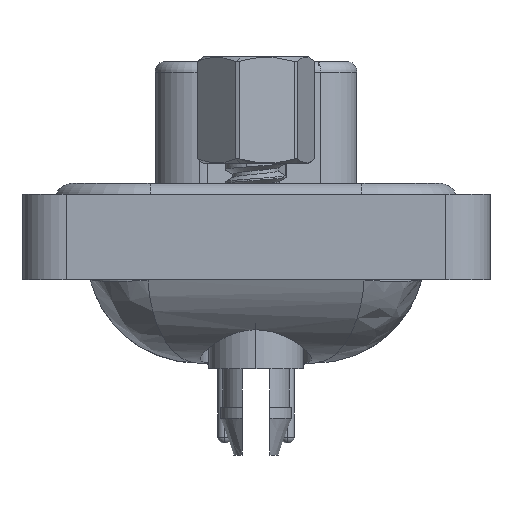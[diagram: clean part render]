
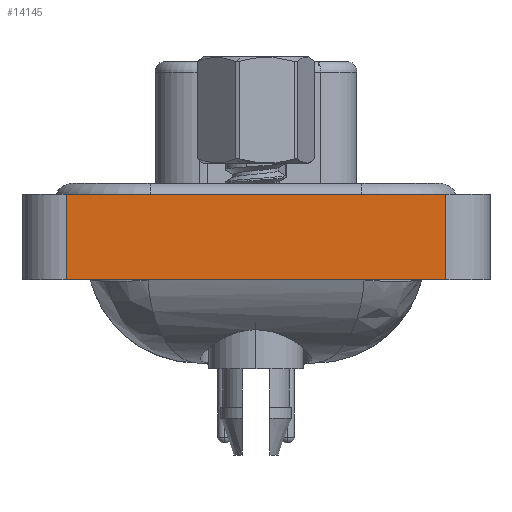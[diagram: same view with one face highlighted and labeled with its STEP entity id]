
A CAD part, left-side view. The second image highlights one B-rep face of the part: STEP entity #14145.
In plain terms, the highlighted planar face has unit normal (-1, 0, 0).
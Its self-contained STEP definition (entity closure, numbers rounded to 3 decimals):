
#674 = CARTESIAN_POINT ( 'NONE',  ( -7.15, -8.55, -3.35 ) ) ;
#2275 = LINE ( 'NONE', #12173, #25031 ) ;
#3237 = DIRECTION ( 'NONE',  ( -1., 0., 0. ) ) ;
#6571 = CARTESIAN_POINT ( 'NONE',  ( -7.15, 8.55, -3.35 ) ) ;
#6690 = VECTOR ( 'NONE', #22998, 1000. ) ;
#7633 = EDGE_CURVE ( 'NONE', #29114, #8793, #2275, .T. ) ;
#7838 = ORIENTED_EDGE ( 'NONE', *, *, #7633, .F. ) ;
#8117 = VECTOR ( 'NONE', #24944, 1000. ) ;
#8542 = VERTEX_POINT ( 'NONE', #19438 ) ;
#8793 = VERTEX_POINT ( 'NONE', #12956 ) ;
#9198 = EDGE_CURVE ( 'NONE', #22279, #29114, #21872, .T. ) ;
#10710 = CARTESIAN_POINT ( 'NONE',  ( -7.15, 8.55, 0.5 ) ) ;
#10909 = PLANE ( 'NONE',  #21714 ) ;
#11558 = CARTESIAN_POINT ( 'NONE',  ( -7.15, -8.55, -3.35 ) ) ;
#12173 = CARTESIAN_POINT ( 'NONE',  ( -7.15, -8.55, 0.5 ) ) ;
#12956 = CARTESIAN_POINT ( 'NONE',  ( -7.15, -8.55, 0.5 ) ) ;
#14145 = ADVANCED_FACE ( 'NONE', ( #19080 ), #10909, .T. ) ;
#16328 = LINE ( 'NONE', #11558, #20604 ) ;
#19080 = FACE_OUTER_BOUND ( 'NONE', #32027, .T. ) ;
#19438 = CARTESIAN_POINT ( 'NONE',  ( -7.15, -8.55, -3.35 ) ) ;
#20335 = ORIENTED_EDGE ( 'NONE', *, *, #20577, .T. ) ;
#20577 = EDGE_CURVE ( 'NONE', #8542, #8793, #16328, .T. ) ;
#20604 = VECTOR ( 'NONE', #27083, 1000. ) ;
#20689 = DIRECTION ( 'NONE',  ( 0., -1., 0. ) ) ;
#21332 = ORIENTED_EDGE ( 'NONE', *, *, #9198, .F. ) ;
#21648 = DIRECTION ( 'NONE',  ( 0., 0., 1. ) ) ;
#21714 = AXIS2_PLACEMENT_3D ( 'NONE', #674, #3237, #21648 ) ;
#21872 = LINE ( 'NONE', #27174, #8117 ) ;
#22279 = VERTEX_POINT ( 'NONE', #6571 ) ;
#22998 = DIRECTION ( 'NONE',  ( 0., -1., 0. ) ) ;
#23348 = CARTESIAN_POINT ( 'NONE',  ( -7.15, -8.55, -3.35 ) ) ;
#24944 = DIRECTION ( 'NONE',  ( 0., 0., 1. ) ) ;
#25031 = VECTOR ( 'NONE', #20689, 1000. ) ;
#25860 = EDGE_CURVE ( 'NONE', #22279, #8542, #25905, .T. ) ;
#25905 = LINE ( 'NONE', #23348, #6690 ) ;
#27083 = DIRECTION ( 'NONE',  ( 0., 0., 1. ) ) ;
#27174 = CARTESIAN_POINT ( 'NONE',  ( -7.15, 8.55, -3.35 ) ) ;
#29063 = ORIENTED_EDGE ( 'NONE', *, *, #25860, .T. ) ;
#29114 = VERTEX_POINT ( 'NONE', #10710 ) ;
#32027 = EDGE_LOOP ( 'NONE', ( #20335, #7838, #21332, #29063 ) ) ;
